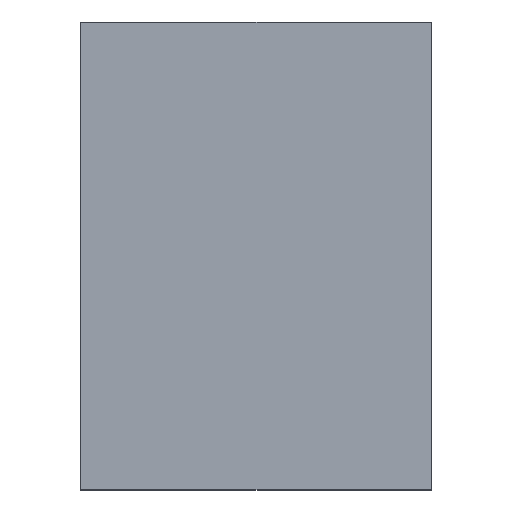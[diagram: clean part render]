
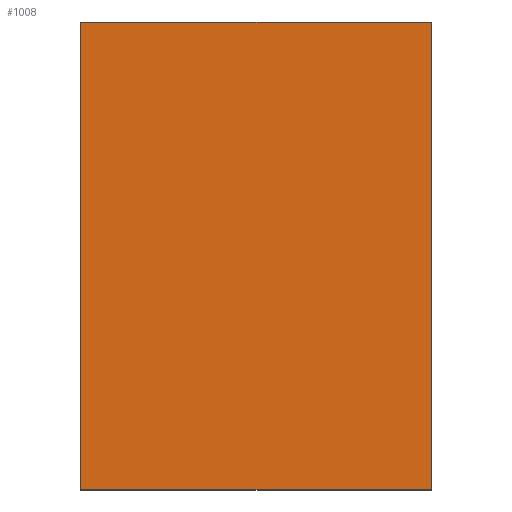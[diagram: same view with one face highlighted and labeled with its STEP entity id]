
A CAD part, left-side view. The second image highlights one B-rep face of the part: STEP entity #1008.
In plain terms, the highlighted planar face has unit normal (-1, 0, 0).
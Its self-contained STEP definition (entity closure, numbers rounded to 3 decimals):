
#109 = LINE ( 'NONE', #2427, #468 ) ;
#227 = DIRECTION ( 'NONE',  ( 0., -1., 0. ) ) ;
#243 = CARTESIAN_POINT ( 'NONE',  ( -0.8, 0., -0.4 ) ) ;
#305 = AXIS2_PLACEMENT_3D ( 'NONE', #1809, #571, #606 ) ;
#372 = CARTESIAN_POINT ( 'NONE',  ( -0.8, 0., -0.4 ) ) ;
#451 = DIRECTION ( 'NONE',  ( 0., 0., 1. ) ) ;
#468 = VECTOR ( 'NONE', #1175, 1000. ) ;
#571 = DIRECTION ( 'NONE',  ( 1., 0., 0. ) ) ;
#605 = VECTOR ( 'NONE', #451, 1000. ) ;
#606 = DIRECTION ( 'NONE',  ( 0., 0., -1. ) ) ;
#702 = CARTESIAN_POINT ( 'NONE',  ( -0.8, 0.6, -0.4 ) ) ;
#705 = VERTEX_POINT ( 'NONE', #1000 ) ;
#830 = LINE ( 'NONE', #2225, #2567 ) ;
#860 = VECTOR ( 'NONE', #227, 1000. ) ;
#899 = ORIENTED_EDGE ( 'NONE', *, *, #988, .F. ) ;
#988 = EDGE_CURVE ( 'NONE', #1757, #2546, #109, .T. ) ;
#989 = PLANE ( 'NONE',  #305 ) ;
#1000 = CARTESIAN_POINT ( 'NONE',  ( -0.8, 0., 0.4 ) ) ;
#1007 = FACE_OUTER_BOUND ( 'NONE', #2452, .T. ) ;
#1008 = ADVANCED_FACE ( 'NONE', ( #1007 ), #989, .F. ) ;
#1173 = ORIENTED_EDGE ( 'NONE', *, *, #2398, .T. ) ;
#1175 = DIRECTION ( 'NONE',  ( 0., 0., 1. ) ) ;
#1357 = ORIENTED_EDGE ( 'NONE', *, *, #2292, .F. ) ;
#1375 = VERTEX_POINT ( 'NONE', #372 ) ;
#1395 = DIRECTION ( 'NONE',  ( 0., -1., 0. ) ) ;
#1546 = LINE ( 'NONE', #243, #605 ) ;
#1757 = VERTEX_POINT ( 'NONE', #702 ) ;
#1809 = CARTESIAN_POINT ( 'NONE',  ( -0.8, 0.6, -0.4 ) ) ;
#1979 = LINE ( 'NONE', #2317, #860 ) ;
#2047 = EDGE_CURVE ( 'NONE', #1757, #1375, #830, .T. ) ;
#2225 = CARTESIAN_POINT ( 'NONE',  ( -0.8, 0.6, -0.4 ) ) ;
#2292 = EDGE_CURVE ( 'NONE', #2546, #705, #1979, .T. ) ;
#2317 = CARTESIAN_POINT ( 'NONE',  ( -0.8, 0.6, 0.4 ) ) ;
#2359 = CARTESIAN_POINT ( 'NONE',  ( -0.8, 0.6, 0.4 ) ) ;
#2398 = EDGE_CURVE ( 'NONE', #1375, #705, #1546, .T. ) ;
#2427 = CARTESIAN_POINT ( 'NONE',  ( -0.8, 0.6, -0.4 ) ) ;
#2452 = EDGE_LOOP ( 'NONE', ( #1173, #1357, #899, #2646 ) ) ;
#2546 = VERTEX_POINT ( 'NONE', #2359 ) ;
#2567 = VECTOR ( 'NONE', #1395, 1000. ) ;
#2646 = ORIENTED_EDGE ( 'NONE', *, *, #2047, .T. ) ;
